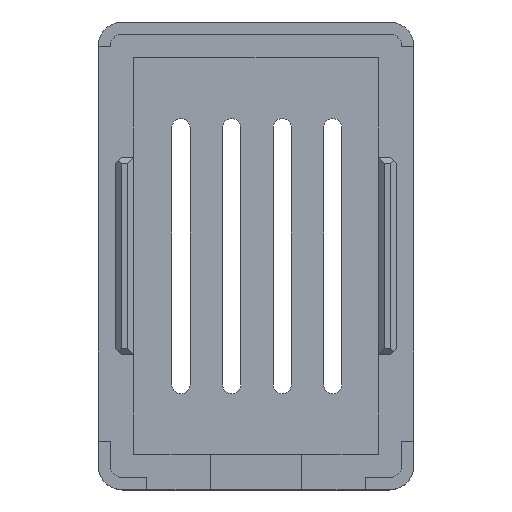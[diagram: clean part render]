
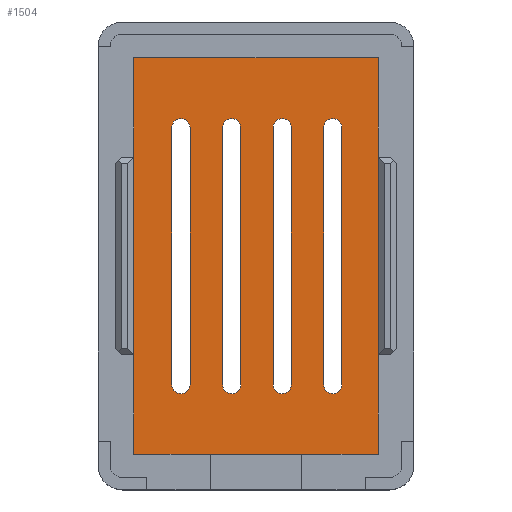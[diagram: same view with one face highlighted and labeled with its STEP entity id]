
A CAD part, top view. The second image highlights one B-rep face of the part: STEP entity #1504.
In plain terms, the highlighted planar face has unit normal (0, 0, 1).
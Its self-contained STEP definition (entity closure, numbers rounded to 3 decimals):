
#19=FACE_BOUND('',#237,.T.);
#20=FACE_BOUND('',#238,.T.);
#21=FACE_BOUND('',#239,.T.);
#22=FACE_BOUND('',#240,.T.);
#80=PLANE('',#1626);
#156=FACE_OUTER_BOUND('',#236,.T.);
#236=EDGE_LOOP('',(#1383,#1384,#1385,#1386));
#237=EDGE_LOOP('',(#1387,#1388,#1389,#1390));
#238=EDGE_LOOP('',(#1391,#1392,#1393,#1394));
#239=EDGE_LOOP('',(#1395,#1396,#1397,#1398));
#240=EDGE_LOOP('',(#1399,#1400,#1401,#1402));
#326=LINE('',#2222,#507);
#355=LINE('',#2279,#536);
#398=LINE('',#2387,#579);
#400=LINE('',#2392,#581);
#404=LINE('',#2403,#585);
#406=LINE('',#2408,#587);
#410=LINE('',#2419,#591);
#412=LINE('',#2424,#593);
#416=LINE('',#2435,#597);
#418=LINE('',#2440,#599);
#422=LINE('',#2451,#603);
#423=LINE('',#2453,#604);
#507=VECTOR('',#1788,10.);
#536=VECTOR('',#1841,10.);
#579=VECTOR('',#1946,10.);
#581=VECTOR('',#1950,10.);
#585=VECTOR('',#1964,10.);
#587=VECTOR('',#1968,10.);
#591=VECTOR('',#1982,10.);
#593=VECTOR('',#1986,10.);
#597=VECTOR('',#2000,10.);
#599=VECTOR('',#2004,10.);
#603=VECTOR('',#2018,10.);
#604=VECTOR('',#2021,10.);
#629=CIRCLE('',#1603,1.5);
#630=CIRCLE('',#1605,1.5);
#631=CIRCLE('',#1609,1.5);
#632=CIRCLE('',#1611,1.5);
#633=CIRCLE('',#1615,1.5);
#634=CIRCLE('',#1617,1.5);
#635=CIRCLE('',#1621,1.5);
#636=CIRCLE('',#1623,1.5);
#708=VERTEX_POINT('',#2219);
#709=VERTEX_POINT('',#2221);
#724=VERTEX_POINT('',#2276);
#725=VERTEX_POINT('',#2278);
#760=VERTEX_POINT('',#2389);
#761=VERTEX_POINT('',#2391);
#762=VERTEX_POINT('',#2395);
#763=VERTEX_POINT('',#2399);
#764=VERTEX_POINT('',#2405);
#765=VERTEX_POINT('',#2407);
#766=VERTEX_POINT('',#2411);
#767=VERTEX_POINT('',#2415);
#768=VERTEX_POINT('',#2421);
#769=VERTEX_POINT('',#2423);
#770=VERTEX_POINT('',#2427);
#771=VERTEX_POINT('',#2431);
#772=VERTEX_POINT('',#2437);
#773=VERTEX_POINT('',#2439);
#774=VERTEX_POINT('',#2443);
#775=VERTEX_POINT('',#2447);
#871=EDGE_CURVE('',#708,#709,#326,.T.);
#900=EDGE_CURVE('',#724,#725,#355,.T.);
#955=EDGE_CURVE('',#725,#708,#398,.T.);
#957=EDGE_CURVE('',#761,#760,#400,.T.);
#959=EDGE_CURVE('',#762,#760,#629,.T.);
#961=EDGE_CURVE('',#761,#763,#630,.T.);
#963=EDGE_CURVE('',#762,#763,#404,.T.);
#965=EDGE_CURVE('',#765,#764,#406,.T.);
#967=EDGE_CURVE('',#766,#764,#631,.T.);
#969=EDGE_CURVE('',#765,#767,#632,.T.);
#971=EDGE_CURVE('',#766,#767,#410,.T.);
#973=EDGE_CURVE('',#769,#768,#412,.T.);
#975=EDGE_CURVE('',#770,#768,#633,.T.);
#977=EDGE_CURVE('',#769,#771,#634,.T.);
#979=EDGE_CURVE('',#770,#771,#416,.T.);
#981=EDGE_CURVE('',#773,#772,#418,.T.);
#983=EDGE_CURVE('',#774,#772,#635,.T.);
#985=EDGE_CURVE('',#773,#775,#636,.T.);
#987=EDGE_CURVE('',#774,#775,#422,.T.);
#988=EDGE_CURVE('',#709,#724,#423,.T.);
#1383=ORIENTED_EDGE('',*,*,#988,.F.);
#1384=ORIENTED_EDGE('',*,*,#871,.F.);
#1385=ORIENTED_EDGE('',*,*,#955,.F.);
#1386=ORIENTED_EDGE('',*,*,#900,.F.);
#1387=ORIENTED_EDGE('',*,*,#963,.T.);
#1388=ORIENTED_EDGE('',*,*,#961,.F.);
#1389=ORIENTED_EDGE('',*,*,#957,.T.);
#1390=ORIENTED_EDGE('',*,*,#959,.F.);
#1391=ORIENTED_EDGE('',*,*,#971,.T.);
#1392=ORIENTED_EDGE('',*,*,#969,.F.);
#1393=ORIENTED_EDGE('',*,*,#965,.T.);
#1394=ORIENTED_EDGE('',*,*,#967,.F.);
#1395=ORIENTED_EDGE('',*,*,#979,.T.);
#1396=ORIENTED_EDGE('',*,*,#977,.F.);
#1397=ORIENTED_EDGE('',*,*,#973,.T.);
#1398=ORIENTED_EDGE('',*,*,#975,.F.);
#1399=ORIENTED_EDGE('',*,*,#987,.T.);
#1400=ORIENTED_EDGE('',*,*,#985,.F.);
#1401=ORIENTED_EDGE('',*,*,#981,.T.);
#1402=ORIENTED_EDGE('',*,*,#983,.F.);
#1504=ADVANCED_FACE('',(#156,#19,#20,#21,#22),#80,.F.);
#1603=AXIS2_PLACEMENT_3D('',#2396,#1954,#1955);
#1605=AXIS2_PLACEMENT_3D('',#2400,#1959,#1960);
#1609=AXIS2_PLACEMENT_3D('',#2412,#1972,#1973);
#1611=AXIS2_PLACEMENT_3D('',#2416,#1977,#1978);
#1615=AXIS2_PLACEMENT_3D('',#2428,#1990,#1991);
#1617=AXIS2_PLACEMENT_3D('',#2432,#1995,#1996);
#1621=AXIS2_PLACEMENT_3D('',#2444,#2008,#2009);
#1623=AXIS2_PLACEMENT_3D('',#2448,#2013,#2014);
#1626=AXIS2_PLACEMENT_3D('',#2454,#2022,#2023);
#1788=DIRECTION('',(0.,1.,0.));
#1841=DIRECTION('',(0.,-1.,0.));
#1946=DIRECTION('',(-1.,0.,0.));
#1950=DIRECTION('',(0.,1.,0.));
#1954=DIRECTION('center_axis',(0.,0.,1.));
#1955=DIRECTION('ref_axis',(0.707,0.707,0.));
#1959=DIRECTION('center_axis',(0.,0.,1.));
#1960=DIRECTION('ref_axis',(-0.707,-0.707,0.));
#1964=DIRECTION('',(0.,-1.,0.));
#1968=DIRECTION('',(0.,1.,0.));
#1972=DIRECTION('center_axis',(0.,0.,1.));
#1973=DIRECTION('ref_axis',(0.707,0.707,0.));
#1977=DIRECTION('center_axis',(0.,0.,1.));
#1978=DIRECTION('ref_axis',(-0.707,-0.707,0.));
#1982=DIRECTION('',(0.,-1.,0.));
#1986=DIRECTION('',(0.,1.,0.));
#1990=DIRECTION('center_axis',(0.,0.,1.));
#1991=DIRECTION('ref_axis',(0.707,0.707,0.));
#1995=DIRECTION('center_axis',(0.,0.,1.));
#1996=DIRECTION('ref_axis',(-0.707,-0.707,0.));
#2000=DIRECTION('',(0.,-1.,0.));
#2004=DIRECTION('',(0.,1.,0.));
#2008=DIRECTION('center_axis',(0.,0.,1.));
#2009=DIRECTION('ref_axis',(0.707,0.707,0.));
#2013=DIRECTION('center_axis',(0.,0.,1.));
#2014=DIRECTION('ref_axis',(-0.707,-0.707,0.));
#2018=DIRECTION('',(0.,-1.,0.));
#2021=DIRECTION('',(1.,0.,0.));
#2022=DIRECTION('center_axis',(0.,0.,-1.));
#2023=DIRECTION('ref_axis',(-1.,0.,0.));
#2219=CARTESIAN_POINT('',(-20.15,-30.15,-17.));
#2221=CARTESIAN_POINT('',(-20.15,35.15,-17.));
#2222=CARTESIAN_POINT('',(-20.15,-30.15,-17.));
#2276=CARTESIAN_POINT('',(20.15,35.15,-17.));
#2278=CARTESIAN_POINT('',(20.15,-30.15,-17.));
#2279=CARTESIAN_POINT('',(20.15,35.15,-17.));
#2387=CARTESIAN_POINT('',(20.15,-30.15,-17.));
#2389=CARTESIAN_POINT('',(-13.85,23.65,-17.));
#2391=CARTESIAN_POINT('',(-13.85,-18.65,-17.));
#2392=CARTESIAN_POINT('',(-13.85,-8.825,-17.));
#2395=CARTESIAN_POINT('',(-10.85,23.65,-17.));
#2396=CARTESIAN_POINT('Origin',(-12.35,23.65,-17.));
#2399=CARTESIAN_POINT('',(-10.85,-18.65,-17.));
#2400=CARTESIAN_POINT('Origin',(-12.35,-18.65,-17.));
#2403=CARTESIAN_POINT('',(-10.85,13.825,-17.));
#2405=CARTESIAN_POINT('',(-5.517,23.65,-17.));
#2407=CARTESIAN_POINT('',(-5.517,-18.65,-17.));
#2408=CARTESIAN_POINT('',(-5.517,-8.825,-17.));
#2411=CARTESIAN_POINT('',(-2.517,23.65,-17.));
#2412=CARTESIAN_POINT('Origin',(-4.017,23.65,-17.));
#2415=CARTESIAN_POINT('',(-2.517,-18.65,-17.));
#2416=CARTESIAN_POINT('Origin',(-4.017,-18.65,-17.));
#2419=CARTESIAN_POINT('',(-2.517,13.825,-17.));
#2421=CARTESIAN_POINT('',(2.817,23.65,-17.));
#2423=CARTESIAN_POINT('',(2.817,-18.65,-17.));
#2424=CARTESIAN_POINT('',(2.817,-8.825,-17.));
#2427=CARTESIAN_POINT('',(5.817,23.65,-17.));
#2428=CARTESIAN_POINT('Origin',(4.317,23.65,-17.));
#2431=CARTESIAN_POINT('',(5.817,-18.65,-17.));
#2432=CARTESIAN_POINT('Origin',(4.317,-18.65,-17.));
#2435=CARTESIAN_POINT('',(5.817,13.825,-17.));
#2437=CARTESIAN_POINT('',(11.15,23.65,-17.));
#2439=CARTESIAN_POINT('',(11.15,-18.65,-17.));
#2440=CARTESIAN_POINT('',(11.15,-8.825,-17.));
#2443=CARTESIAN_POINT('',(14.15,23.65,-17.));
#2444=CARTESIAN_POINT('Origin',(12.65,23.65,-17.));
#2447=CARTESIAN_POINT('',(14.15,-18.65,-17.));
#2448=CARTESIAN_POINT('Origin',(12.65,-18.65,-17.));
#2451=CARTESIAN_POINT('',(14.15,13.825,-17.));
#2453=CARTESIAN_POINT('',(-20.15,35.15,-17.));
#2454=CARTESIAN_POINT('Origin',(0.,2.5,-17.));
